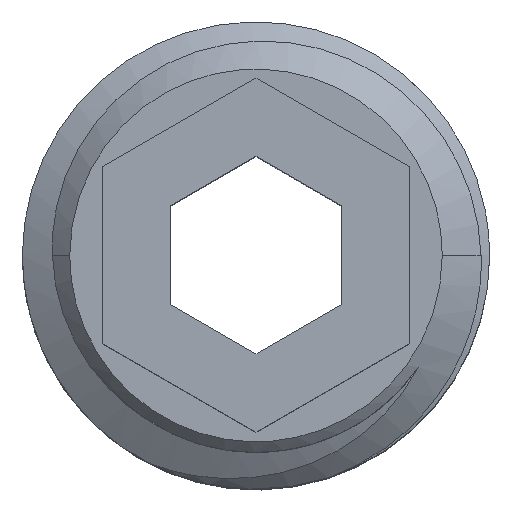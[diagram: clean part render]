
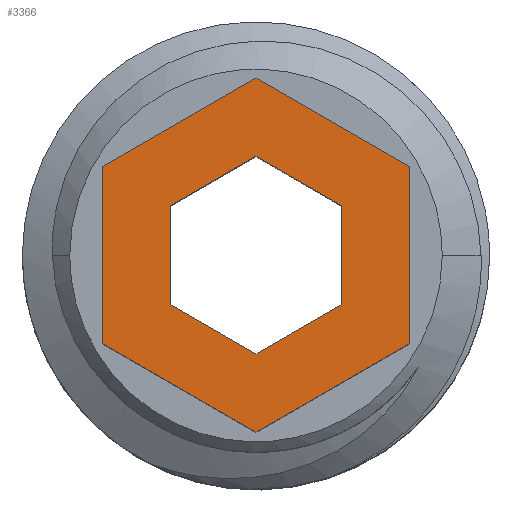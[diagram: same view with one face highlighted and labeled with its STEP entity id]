
A CAD part, top view. The second image highlights one B-rep face of the part: STEP entity #3366.
In plain terms, the highlighted free-form (B-spline) face has degree [1, 1] with [2, 2] control points.
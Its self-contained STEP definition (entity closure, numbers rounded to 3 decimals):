
#1257 = VERTEX_POINT('',#1258);
#1258 = CARTESIAN_POINT('',(0.,-3.794,
    31.232));
#1273 = VERTEX_POINT('',#1274);
#1274 = CARTESIAN_POINT('',(-3.286,-1.897,
    31.232));
#1279 = EDGE_CURVE('',#1273,#1257,#1280,.T.);
#1280 = B_SPLINE_CURVE_WITH_KNOTS('',1,(#1281,#1282),.UNSPECIFIED.,.F.,
  .F.,(2,2),(0.,2.916),.PIECEWISE_BEZIER_KNOTS.);
#1281 = CARTESIAN_POINT('',(-3.286,-1.897,
    31.232));
#1282 = CARTESIAN_POINT('',(0.,-3.794,
    31.232));
#1293 = VERTEX_POINT('',#1294);
#1294 = CARTESIAN_POINT('',(3.286,-1.897,
    31.232));
#1307 = EDGE_CURVE('',#1257,#1293,#1308,.T.);
#1308 = B_SPLINE_CURVE_WITH_KNOTS('',1,(#1309,#1310),.UNSPECIFIED.,.F.,
  .F.,(2,2),(0.,2.916),.PIECEWISE_BEZIER_KNOTS.);
#1309 = CARTESIAN_POINT('',(0.,-3.794,
    31.232));
#1310 = CARTESIAN_POINT('',(3.286,-1.897,
    31.232));
#1321 = VERTEX_POINT('',#1322);
#1322 = CARTESIAN_POINT('',(3.286,1.897,
    31.232));
#1335 = EDGE_CURVE('',#1293,#1321,#1336,.T.);
#1336 = B_SPLINE_CURVE_WITH_KNOTS('',1,(#1337,#1338),.UNSPECIFIED.,.F.,
  .F.,(2,2),(0.,2.916),.PIECEWISE_BEZIER_KNOTS.);
#1337 = CARTESIAN_POINT('',(3.286,-1.897,
    31.232));
#1338 = CARTESIAN_POINT('',(3.286,1.897,
    31.232));
#1361 = EDGE_CURVE('',#1321,#1362,#1364,.T.);
#1362 = VERTEX_POINT('',#1363);
#1363 = CARTESIAN_POINT('',(0.,3.794,
    31.232));
#1364 = B_SPLINE_CURVE_WITH_KNOTS('',1,(#1365,#1366),.UNSPECIFIED.,.F.,
  .F.,(2,2),(0.,2.916),.PIECEWISE_BEZIER_KNOTS.);
#1365 = CARTESIAN_POINT('',(3.286,1.897,
    31.232));
#1366 = CARTESIAN_POINT('',(0.,3.794,31.232));
#1431 = VERTEX_POINT('',#1432);
#1432 = CARTESIAN_POINT('',(-3.286,1.897,
    31.232));
#1437 = EDGE_CURVE('',#1431,#1273,#1438,.T.);
#1438 = B_SPLINE_CURVE_WITH_KNOTS('',1,(#1439,#1440),.UNSPECIFIED.,.F.,
  .F.,(2,2),(0.,2.916),.PIECEWISE_BEZIER_KNOTS.);
#1439 = CARTESIAN_POINT('',(-3.286,1.897,
    31.232));
#1440 = CARTESIAN_POINT('',(-3.286,-1.897,
    31.232));
#1457 = EDGE_CURVE('',#1362,#1431,#1458,.T.);
#1458 = B_SPLINE_CURVE_WITH_KNOTS('',1,(#1459,#1460),.UNSPECIFIED.,.F.,
  .F.,(2,2),(0.,2.916),
  .PIECEWISE_BEZIER_KNOTS.);
#1459 = CARTESIAN_POINT('',(0.,3.794,
    31.232));
#1460 = CARTESIAN_POINT('',(-3.286,1.897,
    31.232));
#3366 = ADVANCED_FACE('',(#3367,#3411),#3419,.T.);
#3367 = FACE_BOUND('',#3368,.T.);
#3368 = EDGE_LOOP('',(#3369,#3378,#3385,#3392,#3399,#3406));
#3369 = ORIENTED_EDGE('',*,*,#3370,.T.);
#3370 = EDGE_CURVE('',#3371,#3373,#3375,.T.);
#3371 = VERTEX_POINT('',#3372);
#3372 = CARTESIAN_POINT('',(-5.889,3.4,
    31.232));
#3373 = VERTEX_POINT('',#3374);
#3374 = CARTESIAN_POINT('',(-5.889,-3.4,
    31.232));
#3375 = B_SPLINE_CURVE_WITH_KNOTS('',1,(#3376,#3377),.UNSPECIFIED.,.F.,
  .F.,(2,2),(0.,5.225),.PIECEWISE_BEZIER_KNOTS.);
#3376 = CARTESIAN_POINT('',(-5.889,3.4,
    31.232));
#3377 = CARTESIAN_POINT('',(-5.889,-3.4,
    31.232));
#3378 = ORIENTED_EDGE('',*,*,#3379,.T.);
#3379 = EDGE_CURVE('',#3373,#3380,#3382,.T.);
#3380 = VERTEX_POINT('',#3381);
#3381 = CARTESIAN_POINT('',(0.,-6.799,
    31.232));
#3382 = B_SPLINE_CURVE_WITH_KNOTS('',1,(#3383,#3384),.UNSPECIFIED.,.F.,
  .F.,(2,2),(0.,5.225),.PIECEWISE_BEZIER_KNOTS.);
#3383 = CARTESIAN_POINT('',(-5.889,-3.4,
    31.232));
#3384 = CARTESIAN_POINT('',(0.,-6.799,
    31.232));
#3385 = ORIENTED_EDGE('',*,*,#3386,.T.);
#3386 = EDGE_CURVE('',#3380,#3387,#3389,.T.);
#3387 = VERTEX_POINT('',#3388);
#3388 = CARTESIAN_POINT('',(5.889,-3.4,
    31.232));
#3389 = B_SPLINE_CURVE_WITH_KNOTS('',1,(#3390,#3391),.UNSPECIFIED.,.F.,
  .F.,(2,2),(0.,5.225),.PIECEWISE_BEZIER_KNOTS.);
#3390 = CARTESIAN_POINT('',(0.,-6.799,
    31.232));
#3391 = CARTESIAN_POINT('',(5.889,-3.4,
    31.232));
#3392 = ORIENTED_EDGE('',*,*,#3393,.T.);
#3393 = EDGE_CURVE('',#3387,#3394,#3396,.T.);
#3394 = VERTEX_POINT('',#3395);
#3395 = CARTESIAN_POINT('',(5.889,3.4,
    31.232));
#3396 = B_SPLINE_CURVE_WITH_KNOTS('',1,(#3397,#3398),.UNSPECIFIED.,.F.,
  .F.,(2,2),(0.,5.225),.PIECEWISE_BEZIER_KNOTS.);
#3397 = CARTESIAN_POINT('',(5.889,-3.4,
    31.232));
#3398 = CARTESIAN_POINT('',(5.889,3.4,
    31.232));
#3399 = ORIENTED_EDGE('',*,*,#3400,.T.);
#3400 = EDGE_CURVE('',#3394,#3401,#3403,.T.);
#3401 = VERTEX_POINT('',#3402);
#3402 = CARTESIAN_POINT('',(0.,6.799,
    31.232));
#3403 = B_SPLINE_CURVE_WITH_KNOTS('',1,(#3404,#3405),.UNSPECIFIED.,.F.,
  .F.,(2,2),(0.,5.225),.PIECEWISE_BEZIER_KNOTS.);
#3404 = CARTESIAN_POINT('',(5.889,3.4,
    31.232));
#3405 = CARTESIAN_POINT('',(0.,6.799,
    31.232));
#3406 = ORIENTED_EDGE('',*,*,#3407,.T.);
#3407 = EDGE_CURVE('',#3401,#3371,#3408,.T.);
#3408 = B_SPLINE_CURVE_WITH_KNOTS('',1,(#3409,#3410),.UNSPECIFIED.,.F.,
  .F.,(2,2),(0.,5.225),.PIECEWISE_BEZIER_KNOTS.);
#3409 = CARTESIAN_POINT('',(0.,6.799,
    31.232));
#3410 = CARTESIAN_POINT('',(-5.889,3.4,
    31.232));
#3411 = FACE_BOUND('',#3412,.T.);
#3412 = EDGE_LOOP('',(#3413,#3414,#3415,#3416,#3417,#3418));
#3413 = ORIENTED_EDGE('',*,*,#1279,.F.);
#3414 = ORIENTED_EDGE('',*,*,#1437,.F.);
#3415 = ORIENTED_EDGE('',*,*,#1457,.F.);
#3416 = ORIENTED_EDGE('',*,*,#1361,.F.);
#3417 = ORIENTED_EDGE('',*,*,#1335,.F.);
#3418 = ORIENTED_EDGE('',*,*,#1307,.F.);
#3419 = B_SPLINE_SURFACE_WITH_KNOTS('',1,1,(
    (#3420,#3421)
    ,(#3422,#3423
  )),.UNSPECIFIED.,.F.,.F.,.F.,(2,2),(2,2),(-4.525,4.525),(
    -5.225,5.225),.PIECEWISE_BEZIER_KNOTS.);
#3420 = CARTESIAN_POINT('',(-5.889,-6.799,
    31.232));
#3421 = CARTESIAN_POINT('',(-5.889,6.799,
    31.232));
#3422 = CARTESIAN_POINT('',(5.889,-6.799,
    31.232));
#3423 = CARTESIAN_POINT('',(5.889,6.799,
    31.232));
